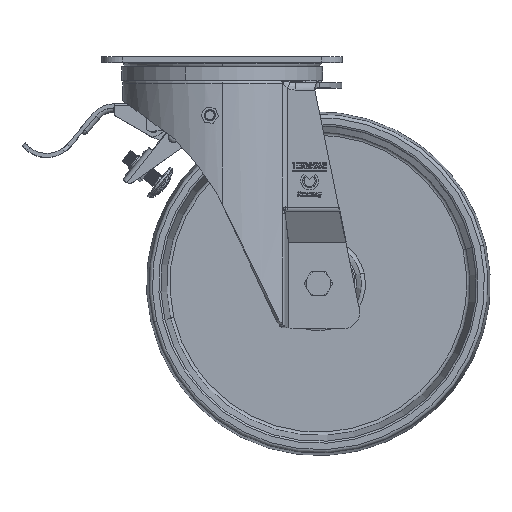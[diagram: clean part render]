
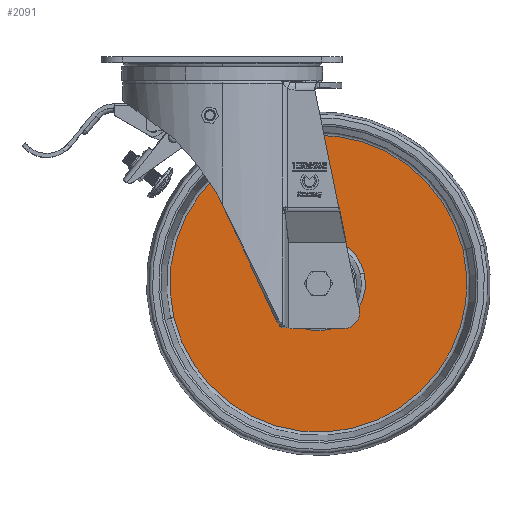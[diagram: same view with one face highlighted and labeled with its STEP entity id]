
A CAD part, top view. The second image highlights one B-rep face of the part: STEP entity #2091.
In plain terms, the highlighted planar face has unit normal (0, 0, 1).
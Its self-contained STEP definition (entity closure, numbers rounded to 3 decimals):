
#1607 = VERTEX_POINT ( 'NONE', #47061 ) ;
#2091 = ADVANCED_FACE ( 'NONE', ( #62456, #42400 ), #30156, .T. ) ;
#5905 = DIRECTION ( 'NONE',  ( 0., 0., 1. ) ) ;
#7420 = CIRCLE ( 'NONE', #37126, 34.127 ) ;
#10953 = EDGE_LOOP ( 'NONE', ( #92412, #81560 ) ) ;
#11194 = CARTESIAN_POINT ( 'NONE',  ( 70., -165., 7.5 ) ) ;
#11504 = CIRCLE ( 'NONE', #92781, 108.015 ) ;
#12922 = CARTESIAN_POINT ( 'NONE',  ( 70., -165., 7.5 ) ) ;
#13273 = VERTEX_POINT ( 'NONE', #75798 ) ;
#13469 = AXIS2_PLACEMENT_3D ( 'NONE', #12922, #65652, #20475 ) ;
#15723 = ORIENTED_EDGE ( 'NONE', *, *, #47297, .T. ) ;
#18781 = DIRECTION ( 'NONE',  ( 0.974, 0.228, 0. ) ) ;
#20475 = DIRECTION ( 'NONE',  ( 0.974, 0.228, 0. ) ) ;
#22862 = CARTESIAN_POINT ( 'NONE',  ( 44.948, -57.891, 7.5 ) ) ;
#23426 = CIRCLE ( 'NONE', #13469, 34.127 ) ;
#29451 = DIRECTION ( 'NONE',  ( 0., 0., 1. ) ) ;
#30156 = PLANE ( 'NONE',  #78559 ) ;
#30487 = DIRECTION ( 'NONE',  ( 0.974, 0.228, 0. ) ) ;
#37126 = AXIS2_PLACEMENT_3D ( 'NONE', #11194, #63954, #18781 ) ;
#39338 = EDGE_LOOP ( 'NONE', ( #15723, #82249 ) ) ;
#42400 = FACE_OUTER_BOUND ( 'NONE', #39338, .T. ) ;
#45824 = EDGE_CURVE ( 'NONE', #13273, #1607, #63903, .T. ) ;
#47061 = CARTESIAN_POINT ( 'NONE',  ( 175.176, -140.401, 7.5 ) ) ;
#47297 = EDGE_CURVE ( 'NONE', #1607, #13273, #11504, .T. ) ;
#49721 = CARTESIAN_POINT ( 'NONE',  ( 36.77, -172.772, 7.5 ) ) ;
#51084 = CARTESIAN_POINT ( 'NONE',  ( 70., -165., 7.5 ) ) ;
#58659 = DIRECTION ( 'NONE',  ( 0.974, 0.228, 0. ) ) ;
#62456 = FACE_BOUND ( 'NONE', #10953, .T. ) ;
#63903 = CIRCLE ( 'NONE', #91334, 108.015 ) ;
#63954 = DIRECTION ( 'NONE',  ( 0., 0., -1. ) ) ;
#64270 = EDGE_CURVE ( 'NONE', #72318, #67393, #7420, .T. ) ;
#65652 = DIRECTION ( 'NONE',  ( 0., 0., -1. ) ) ;
#67393 = VERTEX_POINT ( 'NONE', #78456 ) ;
#71746 = EDGE_CURVE ( 'NONE', #67393, #72318, #23426, .T. ) ;
#72318 = VERTEX_POINT ( 'NONE', #49721 ) ;
#74639 = CARTESIAN_POINT ( 'NONE',  ( 70., -165., 7.5 ) ) ;
#75646 = DIRECTION ( 'NONE',  ( 0., 0., 1. ) ) ;
#75798 = CARTESIAN_POINT ( 'NONE',  ( -35.177, -189.599, 7.5 ) ) ;
#78456 = CARTESIAN_POINT ( 'NONE',  ( 103.229, -157.228, 7.5 ) ) ;
#78559 = AXIS2_PLACEMENT_3D ( 'NONE', #22862, #75646, #30487 ) ;
#81560 = ORIENTED_EDGE ( 'NONE', *, *, #64270, .T. ) ;
#82220 = DIRECTION ( 'NONE',  ( 0.974, 0.228, 0. ) ) ;
#82249 = ORIENTED_EDGE ( 'NONE', *, *, #45824, .T. ) ;
#91334 = AXIS2_PLACEMENT_3D ( 'NONE', #74639, #29451, #82220 ) ;
#92412 = ORIENTED_EDGE ( 'NONE', *, *, #71746, .T. ) ;
#92781 = AXIS2_PLACEMENT_3D ( 'NONE', #51084, #5905, #58659 ) ;
